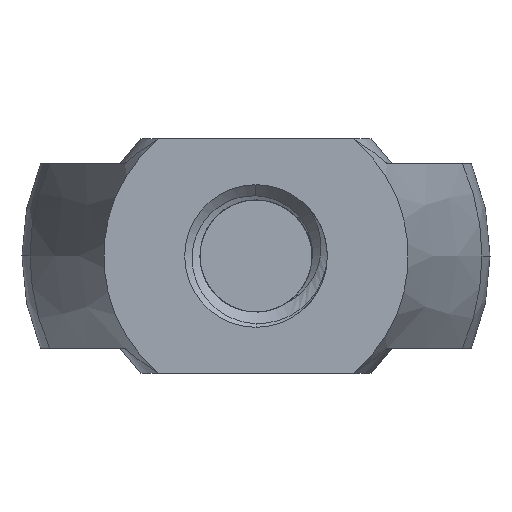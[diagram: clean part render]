
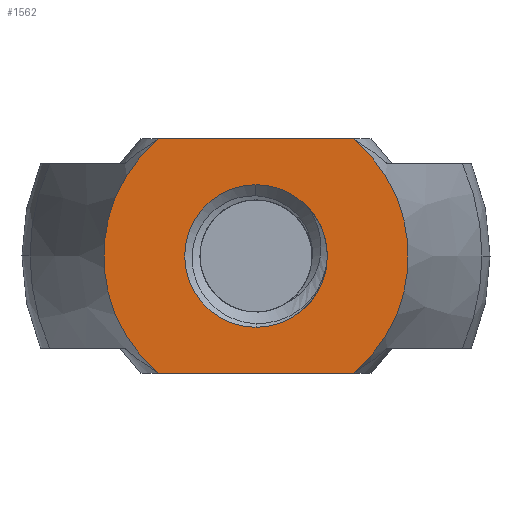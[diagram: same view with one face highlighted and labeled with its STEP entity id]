
A CAD part, front view. The second image highlights one B-rep face of the part: STEP entity #1562.
In plain terms, the highlighted planar face has unit normal (0, -1, 0).
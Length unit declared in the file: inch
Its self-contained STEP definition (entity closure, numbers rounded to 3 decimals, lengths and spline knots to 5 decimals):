
#93 = EDGE_LOOP ( 'NONE', ( #1179, #4024, #5595, #5825 ) ) ;
#111 = ORIENTED_EDGE ( 'NONE', *, *, #4089, .F. ) ;
#216 = DIRECTION ( 'NONE',  ( -1., 0., 0. ) ) ;
#412 = EDGE_CURVE ( 'NONE', #832, #1437, #3953, .T. ) ;
#419 = CARTESIAN_POINT ( 'NONE',  ( 0.1299, -0.5, 0.156 ) ) ;
#593 = DIRECTION ( 'NONE',  ( 0., 1., 0. ) ) ;
#595 = CARTESIAN_POINT ( 'NONE',  ( 0., -0.5, -0.095 ) ) ;
#649 = CARTESIAN_POINT ( 'NONE',  ( 0.203, -0.5, 0. ) ) ;
#666 = ORIENTED_EDGE ( 'NONE', *, *, #412, .F. ) ;
#743 = DIRECTION ( 'NONE',  ( 0., 1., 0. ) ) ;
#795 = CIRCLE ( 'NONE', #4626, 0.095 ) ;
#832 = VERTEX_POINT ( 'NONE', #1871 ) ;
#934 = CARTESIAN_POINT ( 'NONE',  ( 0., -0.5, 0. ) ) ;
#982 = CIRCLE ( 'NONE', #5291, 0.095 ) ;
#984 = DIRECTION ( 'NONE',  ( 0., 0., 1. ) ) ;
#1141 = DIRECTION ( 'NONE',  ( 0., 0., -1. ) ) ;
#1179 = ORIENTED_EDGE ( 'NONE', *, *, #4960, .F. ) ;
#1201 = FACE_BOUND ( 'NONE', #93, .T. ) ;
#1218 = EDGE_LOOP ( 'NONE', ( #666, #111, #5590, #3504 ) ) ;
#1223 = CIRCLE ( 'NONE', #5624, 0.095 ) ;
#1236 = DIRECTION ( 'NONE',  ( 0., 0., -1. ) ) ;
#1352 = AXIS2_PLACEMENT_3D ( 'NONE', #1606, #2462, #2929 ) ;
#1362 = EDGE_CURVE ( 'NONE', #1649, #4876, #2603, .T. ) ;
#1437 = VERTEX_POINT ( 'NONE', #2325 ) ;
#1562 = ADVANCED_FACE ( 'NONE', ( #1201, #3431 ), #2914, .F. ) ;
#1606 = CARTESIAN_POINT ( 'NONE',  ( 0., -0.5, 0. ) ) ;
#1649 = VERTEX_POINT ( 'NONE', #4986 ) ;
#1677 = CARTESIAN_POINT ( 'NONE',  ( 0.203, -0.5, -0.156 ) ) ;
#1801 = VECTOR ( 'NONE', #216, 39.37008 ) ;
#1871 = CARTESIAN_POINT ( 'NONE',  ( 0.1299, -0.5, -0.156 ) ) ;
#1946 = CARTESIAN_POINT ( 'NONE',  ( 0., -0.5, 0. ) ) ;
#2011 = DIRECTION ( 'NONE',  ( 0., -1., 0. ) ) ;
#2032 = DIRECTION ( 'NONE',  ( 0., -1., 0. ) ) ;
#2270 = DIRECTION ( 'NONE',  ( 1., 0., 0. ) ) ;
#2325 = CARTESIAN_POINT ( 'NONE',  ( -0.1299, -0.5, -0.156 ) ) ;
#2354 = EDGE_CURVE ( 'NONE', #4057, #2856, #795, .T. ) ;
#2440 = EDGE_CURVE ( 'NONE', #3001, #4057, #982, .T. ) ;
#2455 = CARTESIAN_POINT ( 'NONE',  ( 0.06718, -0.5, 0.06718 ) ) ;
#2462 = DIRECTION ( 'NONE',  ( 0., 1., 0. ) ) ;
#2603 = LINE ( 'NONE', #4961, #3401 ) ;
#2680 = CIRCLE ( 'NONE', #1352, 0.203 ) ;
#2740 = EDGE_CURVE ( 'NONE', #3909, #3001, #1223, .T. ) ;
#2741 = CARTESIAN_POINT ( 'NONE',  ( 0., -0.5, 0.095 ) ) ;
#2756 = DIRECTION ( 'NONE',  ( 0., -1., 0. ) ) ;
#2856 = VERTEX_POINT ( 'NONE', #3893 ) ;
#2867 = AXIS2_PLACEMENT_3D ( 'NONE', #934, #2756, #5114 ) ;
#2882 = AXIS2_PLACEMENT_3D ( 'NONE', #649, #743, #4768 ) ;
#2914 = PLANE ( 'NONE',  #2882 ) ;
#2929 = DIRECTION ( 'NONE',  ( 0., 0., 1. ) ) ;
#3001 = VERTEX_POINT ( 'NONE', #2741 ) ;
#3401 = VECTOR ( 'NONE', #2270, 39.37008 ) ;
#3431 = FACE_OUTER_BOUND ( 'NONE', #1218, .T. ) ;
#3454 = AXIS2_PLACEMENT_3D ( 'NONE', #4289, #593, #984 ) ;
#3504 = ORIENTED_EDGE ( 'NONE', *, *, #5869, .F. ) ;
#3525 = CARTESIAN_POINT ( 'NONE',  ( 0., -0.5, 0. ) ) ;
#3893 = CARTESIAN_POINT ( 'NONE',  ( 0.095, -0.5, 0. ) ) ;
#3909 = VERTEX_POINT ( 'NONE', #2455 ) ;
#3953 = LINE ( 'NONE', #1677, #1801 ) ;
#4024 = ORIENTED_EDGE ( 'NONE', *, *, #2354, .F. ) ;
#4057 = VERTEX_POINT ( 'NONE', #595 ) ;
#4089 = EDGE_CURVE ( 'NONE', #4876, #832, #5098, .T. ) ;
#4289 = CARTESIAN_POINT ( 'NONE',  ( 0., -0.5, 0. ) ) ;
#4626 = AXIS2_PLACEMENT_3D ( 'NONE', #1946, #2011, #1141 ) ;
#4767 = CARTESIAN_POINT ( 'NONE',  ( 0., -0.5, 0. ) ) ;
#4768 = DIRECTION ( 'NONE',  ( 0., 0., 1. ) ) ;
#4876 = VERTEX_POINT ( 'NONE', #419 ) ;
#4960 = EDGE_CURVE ( 'NONE', #2856, #3909, #5095, .T. ) ;
#4961 = CARTESIAN_POINT ( 'NONE',  ( 0.203, -0.5, 0.156 ) ) ;
#4986 = CARTESIAN_POINT ( 'NONE',  ( -0.1299, -0.5, 0.156 ) ) ;
#5095 = CIRCLE ( 'NONE', #2867, 0.095 ) ;
#5098 = CIRCLE ( 'NONE', #3454, 0.203 ) ;
#5114 = DIRECTION ( 'NONE',  ( 0., 0., -1. ) ) ;
#5291 = AXIS2_PLACEMENT_3D ( 'NONE', #3525, #5342, #1236 ) ;
#5342 = DIRECTION ( 'NONE',  ( 0., -1., 0. ) ) ;
#5590 = ORIENTED_EDGE ( 'NONE', *, *, #1362, .F. ) ;
#5595 = ORIENTED_EDGE ( 'NONE', *, *, #2440, .F. ) ;
#5624 = AXIS2_PLACEMENT_3D ( 'NONE', #4767, #2032, #5637 ) ;
#5637 = DIRECTION ( 'NONE',  ( 0., 0., -1. ) ) ;
#5825 = ORIENTED_EDGE ( 'NONE', *, *, #2740, .F. ) ;
#5869 = EDGE_CURVE ( 'NONE', #1437, #1649, #2680, .T. ) ;
